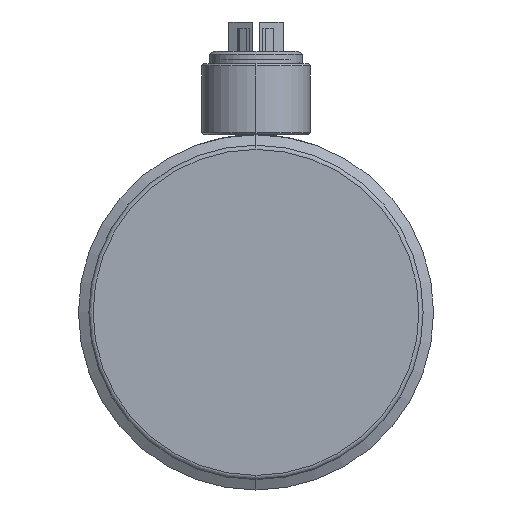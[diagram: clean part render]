
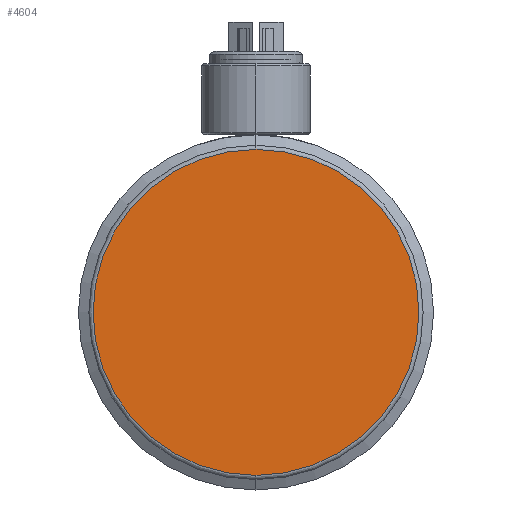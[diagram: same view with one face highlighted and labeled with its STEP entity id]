
A CAD part, left-side view. The second image highlights one B-rep face of the part: STEP entity #4604.
In plain terms, the highlighted planar face has unit normal (-1, 0, 0).
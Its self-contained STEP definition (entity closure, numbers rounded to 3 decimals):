
#292 = ORIENTED_EDGE ( 'NONE', *, *, #4440, .T. ) ;
#2535 = PLANE ( 'NONE',  #17929 ) ;
#2537 = EDGE_CURVE ( 'NONE', #16762, #14532, #16732, .T. ) ;
#3915 = DIRECTION ( 'NONE',  ( 0., 0., 1. ) ) ;
#4440 = EDGE_CURVE ( 'NONE', #14532, #16762, #8269, .T. ) ;
#4604 = ADVANCED_FACE ( 'NONE', ( #7685 ), #2535, .T. ) ;
#4713 = ORIENTED_EDGE ( 'NONE', *, *, #2537, .T. ) ;
#5362 = DIRECTION ( 'NONE',  ( -1., 0., 0. ) ) ;
#6379 = CARTESIAN_POINT ( 'NONE',  ( -28., 0., 39. ) ) ;
#6551 = EDGE_LOOP ( 'NONE', ( #292, #4713 ) ) ;
#7685 = FACE_OUTER_BOUND ( 'NONE', #6551, .T. ) ;
#8269 = CIRCLE ( 'NONE', #13519, 39. ) ;
#8276 = CARTESIAN_POINT ( 'NONE',  ( -28., 0., 0. ) ) ;
#10433 = CARTESIAN_POINT ( 'NONE',  ( -28., 0., 39. ) ) ;
#10765 = DIRECTION ( 'NONE',  ( -1., 0., 0. ) ) ;
#11979 = DIRECTION ( 'NONE',  ( 0., 0., 1. ) ) ;
#12220 = DIRECTION ( 'NONE',  ( 0., 0., 1. ) ) ;
#12316 = CARTESIAN_POINT ( 'NONE',  ( -28., 0., 0. ) ) ;
#12855 = CARTESIAN_POINT ( 'NONE',  ( -28., 0., -39. ) ) ;
#13519 = AXIS2_PLACEMENT_3D ( 'NONE', #12316, #10765, #3915 ) ;
#13586 = DIRECTION ( 'NONE',  ( -1., 0., 0. ) ) ;
#14532 = VERTEX_POINT ( 'NONE', #6379 ) ;
#14687 = AXIS2_PLACEMENT_3D ( 'NONE', #8276, #13586, #12220 ) ;
#16732 = CIRCLE ( 'NONE', #14687, 39. ) ;
#16762 = VERTEX_POINT ( 'NONE', #12855 ) ;
#17929 = AXIS2_PLACEMENT_3D ( 'NONE', #10433, #5362, #11979 ) ;
